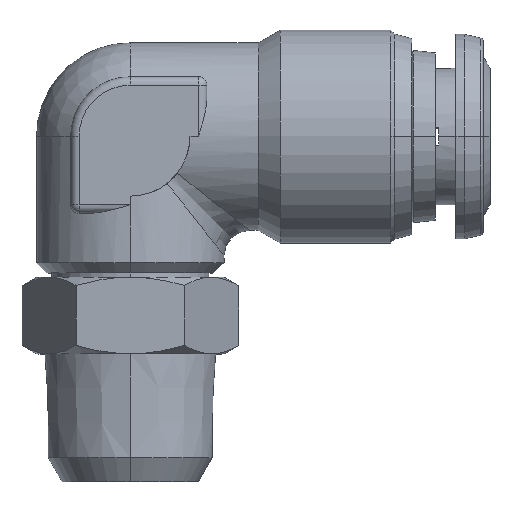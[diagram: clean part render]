
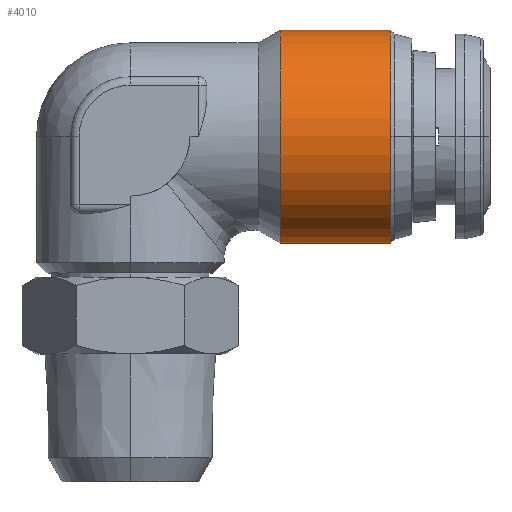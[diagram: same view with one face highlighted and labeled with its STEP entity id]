
A CAD part, top view. The second image highlights one B-rep face of the part: STEP entity #4010.
In plain terms, the highlighted cylindrical face has radius 6.25 mm (diameter 12.5 mm), a partial arc.
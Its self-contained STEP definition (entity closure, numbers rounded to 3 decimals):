
#78 = AXIS2_PLACEMENT_3D ( 'NONE', #2646, #2647, #2648 ) ;
#434 = ORIENTED_EDGE ( 'NONE', *, *, #696, .T. ) ;
#435 = ORIENTED_EDGE ( 'NONE', *, *, #1781, .T. ) ;
#436 = ORIENTED_EDGE ( 'NONE', *, *, #1782, .T. ) ;
#437 = ORIENTED_EDGE ( 'NONE', *, *, #704, .T. ) ;
#438 = ORIENTED_EDGE ( 'NONE', *, *, #1783, .F. ) ;
#623 = AXIS2_PLACEMENT_3D ( 'NONE', #3772, #3773, #3774 ) ;
#629 = AXIS2_PLACEMENT_3D ( 'NONE', #3793, #3794, #3795 ) ;
#696 = EDGE_CURVE ( 'NONE', #3451, #3450, #4702, .T. ) ;
#704 = EDGE_CURVE ( 'NONE', #3464, #3459, #4709, .T. ) ;
#1468 = CARTESIAN_POINT ( 'NONE',  ( 15.268, 11.25, 0. ) ) ;
#1781 = EDGE_CURVE ( 'NONE', #3450, #3445, #4846, .T. ) ;
#1782 = EDGE_CURVE ( 'NONE', #3445, #3464, #4850, .T. ) ;
#1783 = EDGE_CURVE ( 'NONE', #3451, #3459, #4851, .T. ) ;
#1902 = CARTESIAN_POINT ( 'NONE',  ( 8.799, 11.25, 0. ) ) ;
#1903 = CARTESIAN_POINT ( 'NONE',  ( 8.799, 23.75, 0. ) ) ;
#1911 = CARTESIAN_POINT ( 'NONE',  ( 15.268, 23.75, 0. ) ) ;
#1916 = CARTESIAN_POINT ( 'NONE',  ( 15.268, 17.5, 6.25 ) ) ;
#2631 = CARTESIAN_POINT ( 'NONE',  ( 17.5, 23.75, 0. ) ) ;
#2634 = CARTESIAN_POINT ( 'NONE',  ( 17.5, 11.25, 0. ) ) ;
#2635 = DIRECTION ( 'NONE',  ( 1., 0., 0. ) ) ;
#2644 = DIRECTION ( 'NONE',  ( 1., 0., 0. ) ) ;
#2646 = CARTESIAN_POINT ( 'NONE',  ( 15.268, 17.5, 0. ) ) ;
#2647 = DIRECTION ( 'NONE',  ( -1., 0., 0. ) ) ;
#2648 = DIRECTION ( 'NONE',  ( 0., 0., 1. ) ) ;
#2868 = FACE_OUTER_BOUND ( 'NONE', #5448, .T. ) ;
#2876 = CYLINDRICAL_SURFACE ( 'NONE', #5257, 6.25 ) ;
#3445 = VERTEX_POINT ( 'NONE', #1468 ) ;
#3450 = VERTEX_POINT ( 'NONE', #1902 ) ;
#3451 = VERTEX_POINT ( 'NONE', #1903 ) ;
#3459 = VERTEX_POINT ( 'NONE', #1911 ) ;
#3464 = VERTEX_POINT ( 'NONE', #1916 ) ;
#3772 = CARTESIAN_POINT ( 'NONE',  ( 8.799, 17.5, 0. ) ) ;
#3773 = DIRECTION ( 'NONE',  ( 1., 0., 0. ) ) ;
#3774 = DIRECTION ( 'NONE',  ( 0., 1., 0. ) ) ;
#3793 = CARTESIAN_POINT ( 'NONE',  ( 15.268, 17.5, 0. ) ) ;
#3794 = DIRECTION ( 'NONE',  ( -1., 0., 0. ) ) ;
#3795 = DIRECTION ( 'NONE',  ( 0., 0., 1. ) ) ;
#4010 = ADVANCED_FACE ( 'NONE', ( #2868 ), #2876, .T. ) ;
#4604 = CARTESIAN_POINT ( 'NONE',  ( 17.5, 17.5, 0. ) ) ;
#4605 = DIRECTION ( 'NONE',  ( 1., 0., 0. ) ) ;
#4613 = DIRECTION ( 'NONE',  ( 0., 1., 0. ) ) ;
#4702 = CIRCLE ( 'NONE', #623, 6.25 ) ;
#4709 = CIRCLE ( 'NONE', #629, 6.25 ) ;
#4846 = LINE ( 'NONE', #2634, #4848 ) ;
#4848 = VECTOR ( 'NONE', #2644, 1000. ) ;
#4850 = CIRCLE ( 'NONE', #78, 6.25 ) ;
#4851 = LINE ( 'NONE', #2631, #4853 ) ;
#4853 = VECTOR ( 'NONE', #2635, 1000. ) ;
#5257 = AXIS2_PLACEMENT_3D ( 'NONE', #4604, #4605, #4613 ) ;
#5448 = EDGE_LOOP ( 'NONE', ( #434, #435, #436, #437, #438 ) ) ;
